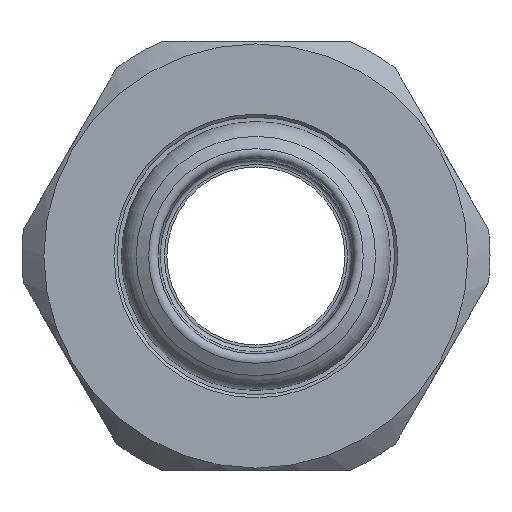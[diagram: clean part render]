
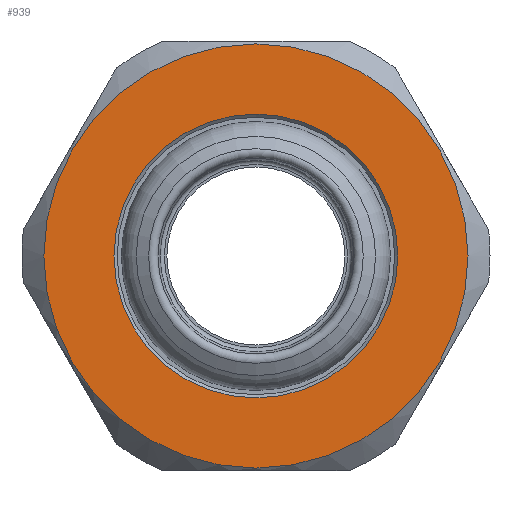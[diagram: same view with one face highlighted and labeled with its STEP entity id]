
A CAD part, left-side view. The second image highlights one B-rep face of the part: STEP entity #939.
In plain terms, the highlighted planar face has unit normal (-1, 0, 0).
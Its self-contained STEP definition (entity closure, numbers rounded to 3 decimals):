
#36=FACE_BOUND('',#183,.T.);
#90=PLANE('',#1108);
#119=FACE_OUTER_BOUND('',#182,.T.);
#182=EDGE_LOOP('',(#726));
#183=EDGE_LOOP('',(#727));
#334=CIRCLE('',#1088,20.25);
#344=CIRCLE('',#1107,13.55);
#430=VERTEX_POINT('',#1662);
#439=VERTEX_POINT('',#1697);
#529=EDGE_CURVE('',#430,#430,#334,.T.);
#543=EDGE_CURVE('',#439,#439,#344,.T.);
#726=ORIENTED_EDGE('',*,*,#529,.T.);
#727=ORIENTED_EDGE('',*,*,#543,.F.);
#939=ADVANCED_FACE('',(#119,#36),#90,.T.);
#1088=AXIS2_PLACEMENT_3D('',#1664,#1281,#1282);
#1107=AXIS2_PLACEMENT_3D('',#1698,#1322,#1323);
#1108=AXIS2_PLACEMENT_3D('',#1700,#1325,#1326);
#1281=DIRECTION('center_axis',(-1.,0.,0.));
#1282=DIRECTION('ref_axis',(0.,1.,0.));
#1322=DIRECTION('center_axis',(-1.,0.,0.));
#1323=DIRECTION('ref_axis',(0.,0.,-1.));
#1325=DIRECTION('center_axis',(-1.,0.,0.));
#1326=DIRECTION('ref_axis',(0.,0.,1.));
#1662=CARTESIAN_POINT('',(-16.,-20.25,0.));
#1664=CARTESIAN_POINT('Origin',(-16.,0.,0.));
#1697=CARTESIAN_POINT('',(-16.,0.,13.55));
#1698=CARTESIAN_POINT('Origin',(-16.,0.,0.));
#1700=CARTESIAN_POINT('Origin',(-16.,0.,0.));
